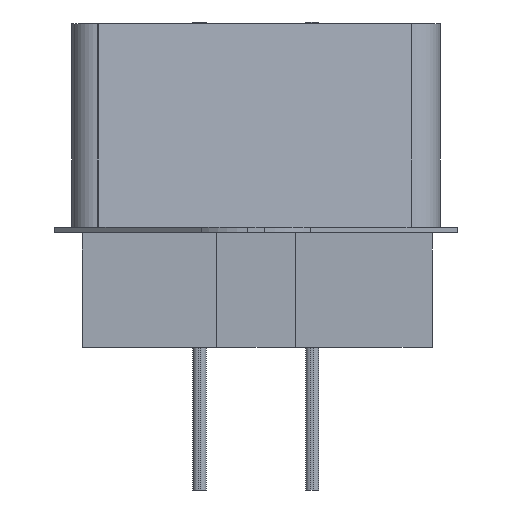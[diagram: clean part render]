
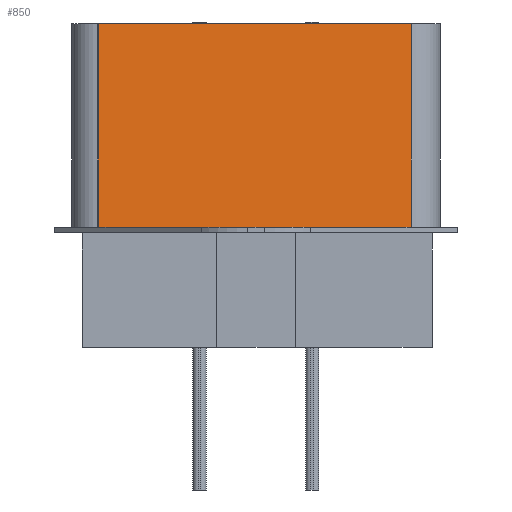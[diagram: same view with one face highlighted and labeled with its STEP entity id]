
A CAD part, left-side view. The second image highlights one B-rep face of the part: STEP entity #850.
In plain terms, the highlighted face is planar.
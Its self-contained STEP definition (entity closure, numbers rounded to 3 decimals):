
#544 = VERTEX_POINT('',#545);
#545 = CARTESIAN_POINT('',(-18.616,-2.119,1.));
#552 = EDGE_CURVE('',#544,#553,#555,.T.);
#553 = VERTEX_POINT('',#554);
#554 = CARTESIAN_POINT('',(-22.084,9.408,1.));
#555 = LINE('',#556,#557);
#556 = CARTESIAN_POINT('',(-19.398,0.48,1.));
#557 = VECTOR('',#558,1.);
#558 = DIRECTION('',(-0.288,0.958,0.));
#808 = VERTEX_POINT('',#809);
#809 = CARTESIAN_POINT('',(-18.616,-2.119,8.73));
#816 = EDGE_CURVE('',#544,#808,#817,.T.);
#817 = LINE('',#818,#819);
#818 = CARTESIAN_POINT('',(-18.616,-2.119,1.));
#819 = VECTOR('',#820,1.);
#820 = DIRECTION('',(0.,0.,1.));
#850 = ADVANCED_FACE('',(#851),#869,.T.);
#851 = FACE_BOUND('',#852,.T.);
#852 = EDGE_LOOP('',(#853,#854,#855,#863));
#853 = ORIENTED_EDGE('',*,*,#552,.F.);
#854 = ORIENTED_EDGE('',*,*,#816,.T.);
#855 = ORIENTED_EDGE('',*,*,#856,.T.);
#856 = EDGE_CURVE('',#808,#857,#859,.T.);
#857 = VERTEX_POINT('',#858);
#858 = CARTESIAN_POINT('',(-22.084,9.408,8.73));
#859 = LINE('',#860,#861);
#860 = CARTESIAN_POINT('',(-19.286,0.107,8.73));
#861 = VECTOR('',#862,1.);
#862 = DIRECTION('',(-0.288,0.958,0.));
#863 = ORIENTED_EDGE('',*,*,#864,.F.);
#864 = EDGE_CURVE('',#553,#857,#865,.T.);
#865 = LINE('',#866,#867);
#866 = CARTESIAN_POINT('',(-22.084,9.408,1.));
#867 = VECTOR('',#868,1.);
#868 = DIRECTION('',(0.,0.,1.));
#869 = PLANE('',#870);
#870 = AXIS2_PLACEMENT_3D('',#871,#872,#873);
#871 = CARTESIAN_POINT('',(-20.189,3.11,1.));
#872 = DIRECTION('',(-0.958,-0.288,0.));
#873 = DIRECTION('',(0.,0.,1.));
